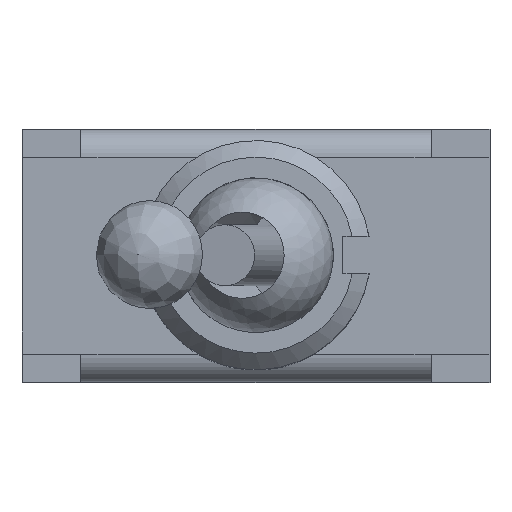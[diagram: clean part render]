
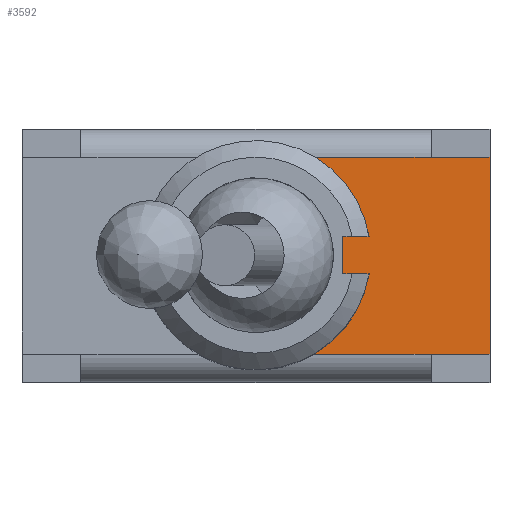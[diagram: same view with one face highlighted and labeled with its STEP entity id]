
A CAD part, top view. The second image highlights one B-rep face of the part: STEP entity #3592.
In plain terms, the highlighted planar face has unit normal (0, 0, 1).
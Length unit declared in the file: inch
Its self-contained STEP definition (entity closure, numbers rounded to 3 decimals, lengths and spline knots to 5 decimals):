
#78=PLANE('',#3915);
#371=FACE_OUTER_BOUND('',#594,.T.);
#594=EDGE_LOOP('',(#2949,#2950,#2951,#2952,#2953,#2954,#2955,#2956,#2957,
#2958));
#885=LINE('',#5730,#1292);
#888=LINE('',#5736,#1295);
#890=LINE('',#5739,#1297);
#896=LINE('',#5756,#1303);
#897=LINE('',#5758,#1304);
#898=LINE('',#5760,#1305);
#899=LINE('',#5762,#1306);
#900=LINE('',#5763,#1307);
#1292=VECTOR('',#4587,0.3937);
#1295=VECTOR('',#4592,0.3937);
#1297=VECTOR('',#4596,0.3937);
#1303=VECTOR('',#4614,0.3937);
#1304=VECTOR('',#4615,0.3937);
#1305=VECTOR('',#4616,0.3937);
#1306=VECTOR('',#4617,0.3937);
#1307=VECTOR('',#4618,0.3937);
#1588=CIRCLE('',#3911,0.12244);
#1590=CIRCLE('',#3913,0.12244);
#1769=VERTEX_POINT('',#5699);
#1771=VERTEX_POINT('',#5704);
#1778=VERTEX_POINT('',#5727);
#1779=VERTEX_POINT('',#5729);
#1780=VERTEX_POINT('',#5733);
#1781=VERTEX_POINT('',#5735);
#1786=VERTEX_POINT('',#5755);
#1787=VERTEX_POINT('',#5757);
#1788=VERTEX_POINT('',#5759);
#1789=VERTEX_POINT('',#5761);
#2185=EDGE_CURVE('',#1779,#1778,#885,.T.);
#2188=EDGE_CURVE('',#1781,#1780,#888,.T.);
#2190=EDGE_CURVE('',#1780,#1779,#890,.T.);
#2191=EDGE_CURVE('',#1771,#1781,#1588,.T.);
#2193=EDGE_CURVE('',#1778,#1769,#1590,.T.);
#2199=EDGE_CURVE('',#1769,#1786,#896,.T.);
#2200=EDGE_CURVE('',#1786,#1787,#897,.T.);
#2201=EDGE_CURVE('',#1787,#1788,#898,.T.);
#2202=EDGE_CURVE('',#1789,#1788,#899,.T.);
#2203=EDGE_CURVE('',#1771,#1789,#900,.T.);
#2949=ORIENTED_EDGE('',*,*,#2191,.T.);
#2950=ORIENTED_EDGE('',*,*,#2188,.T.);
#2951=ORIENTED_EDGE('',*,*,#2190,.T.);
#2952=ORIENTED_EDGE('',*,*,#2185,.T.);
#2953=ORIENTED_EDGE('',*,*,#2193,.T.);
#2954=ORIENTED_EDGE('',*,*,#2199,.T.);
#2955=ORIENTED_EDGE('',*,*,#2200,.T.);
#2956=ORIENTED_EDGE('',*,*,#2201,.T.);
#2957=ORIENTED_EDGE('',*,*,#2202,.F.);
#2958=ORIENTED_EDGE('',*,*,#2203,.F.);
#3592=ADVANCED_FACE('',(#371),#78,.T.);
#3911=AXIS2_PLACEMENT_3D('',#5741,#4599,#4600);
#3913=AXIS2_PLACEMENT_3D('',#5743,#4603,#4604);
#3915=AXIS2_PLACEMENT_3D('',#5754,#4612,#4613);
#4587=DIRECTION('',(1.,0.,0.));
#4592=DIRECTION('',(-1.,0.,0.));
#4596=DIRECTION('',(0.,-1.,0.));
#4599=DIRECTION('center_axis',(0.,0.,-1.));
#4600=DIRECTION('ref_axis',(0.986,0.164,0.));
#4603=DIRECTION('center_axis',(0.,0.,-1.));
#4604=DIRECTION('ref_axis',(0.986,0.164,0.));
#4612=DIRECTION('center_axis',(0.,0.,1.));
#4613=DIRECTION('ref_axis',(0.,-1.,0.));
#4614=DIRECTION('',(1.,0.,0.));
#4615=DIRECTION('',(1.,0.,0.));
#4616=DIRECTION('',(0.,1.,0.));
#4617=DIRECTION('',(1.,0.,0.));
#4618=DIRECTION('',(1.,0.,0.));
#5699=CARTESIAN_POINT('',(0.06279,-0.10512,0.35));
#5704=CARTESIAN_POINT('',(0.06279,0.10512,0.35));
#5727=CARTESIAN_POINT('',(0.12078,-0.02008,0.35));
#5729=CARTESIAN_POINT('',(0.09283,-0.02008,0.35));
#5730=CARTESIAN_POINT('',(0.04642,-0.02008,0.35));
#5733=CARTESIAN_POINT('',(0.09283,0.02008,0.35));
#5735=CARTESIAN_POINT('',(0.12078,0.02008,0.35));
#5736=CARTESIAN_POINT('',(0.06039,0.02008,0.35));
#5739=CARTESIAN_POINT('',(0.09283,0.0626,0.35));
#5741=CARTESIAN_POINT('Origin',(0.,0.,
0.35));
#5743=CARTESIAN_POINT('Origin',(0.,0.,
0.35));
#5754=CARTESIAN_POINT('Origin',(0.,0.10512,0.35));
#5755=CARTESIAN_POINT('',(0.18701,-0.10512,0.35));
#5756=CARTESIAN_POINT('',(0.,-0.10512,0.35));
#5757=CARTESIAN_POINT('',(0.25,-0.10512,0.35));
#5758=CARTESIAN_POINT('',(0.18701,-0.10512,0.35));
#5759=CARTESIAN_POINT('',(0.25,0.10512,0.35));
#5760=CARTESIAN_POINT('',(0.25,0.10512,0.35));
#5761=CARTESIAN_POINT('',(0.18701,0.10512,0.35));
#5762=CARTESIAN_POINT('',(0.18701,0.10512,0.35));
#5763=CARTESIAN_POINT('',(0.,0.10512,0.35));
